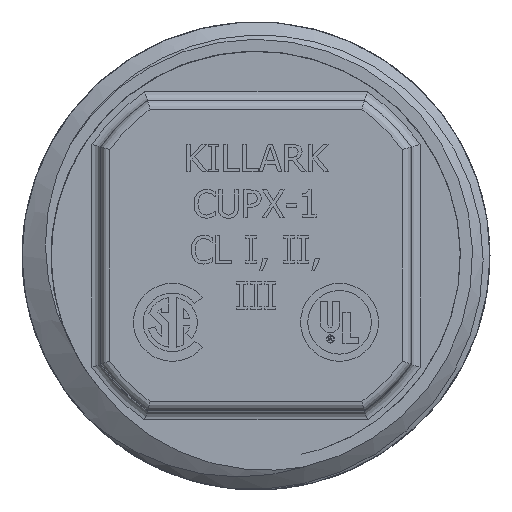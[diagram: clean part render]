
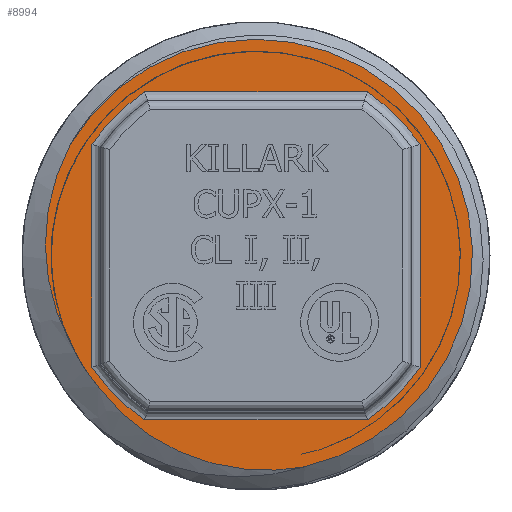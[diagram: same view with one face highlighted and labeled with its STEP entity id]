
A CAD part, top view. The second image highlights one B-rep face of the part: STEP entity #8994.
In plain terms, the highlighted face is planar.
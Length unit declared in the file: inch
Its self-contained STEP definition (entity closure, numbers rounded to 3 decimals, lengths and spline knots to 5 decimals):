
#28=FACE_BOUND('',#1097,.T.);
#123=PLANE('',#9487);
#617=FACE_OUTER_BOUND('',#1096,.T.);
#1096=EDGE_LOOP('',(#6424,#6425,#6426,#6427));
#1097=EDGE_LOOP('',(#6428,#6429,#6430,#6431,#6432,#6433,#6434,#6435));
#1566=B_SPLINE_CURVE_WITH_KNOTS('',3,(#14092,#14093,#14094,#14095,#14096,
#14097,#14098,#14099,#14100,#14101,#14102,#14103,#14104,#14105,#14106,#14107,
#14108,#14109,#14110,#14111,#14112,#14113,#14114,#14115,#14116,#14117,#14118,
#14119,#14120,#14121,#14122,#14123,#14124,#14125),.UNSPECIFIED.,.F.,.F.,
(4,3,3,3,3,3,3,3,3,3,3,4),(0.99283,1.11419,1.16796,
1.20849,1.37199,1.47825,1.53654,1.59133,
1.70331,1.76113,1.92057,1.95228),
 .UNSPECIFIED.);
#1575=B_SPLINE_CURVE_WITH_KNOTS('',3,(#15312,#15313,#15314,#15315,#15316,
#15317,#15318,#15319,#15320,#15321,#15322,#15323,#15324,#15325,#15326,#15327,
#15328,#15329,#15330,#15331,#15332,#15333,#15334,#15335,#15336,#15337,#15338,
#15339,#15340,#15341,#15342,#15343,#15344,#15345),.UNSPECIFIED.,.F.,.F.,
(4,3,3,3,3,3,3,3,3,3,3,4),(0.,0.10177,0.26218,0.35991,
0.39529,0.55845,0.57877,0.7009,
0.74245,0.78325,0.9488,1.06729),
 .UNSPECIFIED.);
#1710=CIRCLE('',#9399,0.36807);
#1712=CIRCLE('',#9470,0.356);
#1714=CIRCLE('',#9473,0.356);
#1716=CIRCLE('',#9476,0.356);
#1718=CIRCLE('',#9479,0.356);
#1722=CIRCLE('',#9488,0.38875);
#1944=LINE('',#15352,#2947);
#1946=LINE('',#15387,#2949);
#1948=LINE('',#15422,#2951);
#1950=LINE('',#15457,#2953);
#2947=VECTOR('',#10189,0.3937);
#2949=VECTOR('',#10193,0.3937);
#2951=VECTOR('',#10197,0.3937);
#2953=VECTOR('',#10201,0.3937);
#3797=VERTEX_POINT('',#12823);
#3798=VERTEX_POINT('',#12839);
#3941=VERTEX_POINT('',#14091);
#3943=VERTEX_POINT('',#15277);
#3944=VERTEX_POINT('',#15350);
#3945=VERTEX_POINT('',#15351);
#3948=VERTEX_POINT('',#15385);
#3949=VERTEX_POINT('',#15386);
#3952=VERTEX_POINT('',#15420);
#3953=VERTEX_POINT('',#15421);
#3956=VERTEX_POINT('',#15455);
#3957=VERTEX_POINT('',#15456);
#4640=EDGE_CURVE('',#3798,#3797,#1710,.T.);
#4856=EDGE_CURVE('',#3941,#3798,#1566,.T.);
#4865=EDGE_CURVE('',#3797,#3943,#1575,.T.);
#4867=EDGE_CURVE('',#3944,#3945,#1944,.T.);
#4871=EDGE_CURVE('',#3948,#3949,#1946,.T.);
#4875=EDGE_CURVE('',#3952,#3953,#1948,.T.);
#4879=EDGE_CURVE('',#3956,#3957,#1950,.T.);
#4883=EDGE_CURVE('',#3953,#3956,#1712,.T.);
#4885=EDGE_CURVE('',#3957,#3948,#1714,.T.);
#4887=EDGE_CURVE('',#3945,#3952,#1716,.T.);
#4889=EDGE_CURVE('',#3949,#3944,#1718,.T.);
#4900=EDGE_CURVE('',#3941,#3943,#1722,.T.);
#6424=ORIENTED_EDGE('',*,*,#4865,.T.);
#6425=ORIENTED_EDGE('',*,*,#4900,.F.);
#6426=ORIENTED_EDGE('',*,*,#4856,.T.);
#6427=ORIENTED_EDGE('',*,*,#4640,.T.);
#6428=ORIENTED_EDGE('',*,*,#4879,.F.);
#6429=ORIENTED_EDGE('',*,*,#4883,.F.);
#6430=ORIENTED_EDGE('',*,*,#4875,.F.);
#6431=ORIENTED_EDGE('',*,*,#4887,.F.);
#6432=ORIENTED_EDGE('',*,*,#4867,.F.);
#6433=ORIENTED_EDGE('',*,*,#4889,.F.);
#6434=ORIENTED_EDGE('',*,*,#4871,.F.);
#6435=ORIENTED_EDGE('',*,*,#4885,.F.);
#8994=ADVANCED_FACE('',(#617,#28),#123,.T.);
#9399=AXIS2_PLACEMENT_3D('',#12840,#9886,#9887);
#9470=AXIS2_PLACEMENT_3D('',#15490,#10205,#10206);
#9473=AXIS2_PLACEMENT_3D('',#15493,#10211,#10212);
#9476=AXIS2_PLACEMENT_3D('',#15496,#10217,#10218);
#9479=AXIS2_PLACEMENT_3D('',#15499,#10223,#10224);
#9487=AXIS2_PLACEMENT_3D('',#15519,#10246,#10247);
#9488=AXIS2_PLACEMENT_3D('',#15520,#10248,#10249);
#9886=DIRECTION('center_axis',(0.,0.,1.));
#9887=DIRECTION('ref_axis',(0.,1.,0.));
#10189=DIRECTION('',(0.,-1.,0.));
#10193=DIRECTION('',(-1.,0.,0.));
#10197=DIRECTION('',(1.,0.,0.));
#10201=DIRECTION('',(0.,1.,0.));
#10205=DIRECTION('center_axis',(0.,0.,1.));
#10206=DIRECTION('ref_axis',(0.707,-0.707,0.));
#10211=DIRECTION('center_axis',(0.,0.,1.));
#10212=DIRECTION('ref_axis',(0.707,0.707,0.));
#10217=DIRECTION('center_axis',(0.,0.,1.));
#10218=DIRECTION('ref_axis',(-0.707,-0.707,0.));
#10223=DIRECTION('center_axis',(0.,0.,1.));
#10224=DIRECTION('ref_axis',(-0.707,0.707,0.));
#10246=DIRECTION('center_axis',(0.,0.,1.));
#10247=DIRECTION('ref_axis',(1.,0.,0.));
#10248=DIRECTION('center_axis',(0.,0.,-1.));
#10249=DIRECTION('ref_axis',(1.,0.,0.));
#12823=CARTESIAN_POINT('',(-0.2835,-0.23474,-0.386));
#12839=CARTESIAN_POINT('',(-0.33106,-0.16085,-0.386));
#12840=CARTESIAN_POINT('Origin',(0.,0.,-0.386));
#14091=CARTESIAN_POINT('',(-0.33331,0.20007,-0.386));
#14092=CARTESIAN_POINT('Ctrl Pts',(-0.33334,0.20009,
-0.386));
#14093=CARTESIAN_POINT('Ctrl Pts',(-0.34075,0.1861,
-0.386));
#14094=CARTESIAN_POINT('Ctrl Pts',(-0.34728,0.17165,
-0.386));
#14095=CARTESIAN_POINT('Ctrl Pts',(-0.35292,0.15682,
-0.386));
#14096=CARTESIAN_POINT('Ctrl Pts',(-0.35542,0.15025,
-0.386));
#14097=CARTESIAN_POINT('Ctrl Pts',(-0.35774,0.1436,
-0.386));
#14098=CARTESIAN_POINT('Ctrl Pts',(-0.35988,0.13689,
-0.386));
#14099=CARTESIAN_POINT('Ctrl Pts',(-0.36149,0.13183,
-0.386));
#14100=CARTESIAN_POINT('Ctrl Pts',(-0.36301,0.12674,
-0.386));
#14101=CARTESIAN_POINT('Ctrl Pts',(-0.36441,0.12162,
-0.386));
#14102=CARTESIAN_POINT('Ctrl Pts',(-0.37007,0.10098,
-0.386));
#14103=CARTESIAN_POINT('Ctrl Pts',(-0.37401,0.07994,
-0.386));
#14104=CARTESIAN_POINT('Ctrl Pts',(-0.37616,0.05873,
-0.386));
#14105=CARTESIAN_POINT('Ctrl Pts',(-0.37756,0.04495,
-0.386));
#14106=CARTESIAN_POINT('Ctrl Pts',(-0.37821,0.03109,
-0.386));
#14107=CARTESIAN_POINT('Ctrl Pts',(-0.37808,0.01722,
-0.386));
#14108=CARTESIAN_POINT('Ctrl Pts',(-0.378,0.00961,
-0.386));
#14109=CARTESIAN_POINT('Ctrl Pts',(-0.3777,0.00199,
-0.386));
#14110=CARTESIAN_POINT('Ctrl Pts',(-0.37715,-0.00562,
-0.386));
#14111=CARTESIAN_POINT('Ctrl Pts',(-0.37664,-0.01277,
-0.386));
#14112=CARTESIAN_POINT('Ctrl Pts',(-0.37593,-0.01991,
-0.386));
#14113=CARTESIAN_POINT('Ctrl Pts',(-0.37501,-0.02702,
-0.386));
#14114=CARTESIAN_POINT('Ctrl Pts',(-0.37313,-0.04156,
-0.386));
#14115=CARTESIAN_POINT('Ctrl Pts',(-0.37041,-0.05597,
-0.386));
#14116=CARTESIAN_POINT('Ctrl Pts',(-0.36685,-0.07019,
-0.386));
#14117=CARTESIAN_POINT('Ctrl Pts',(-0.36501,-0.07753,
-0.386));
#14118=CARTESIAN_POINT('Ctrl Pts',(-0.36295,-0.08482,
-0.386));
#14119=CARTESIAN_POINT('Ctrl Pts',(-0.36068,-0.09204,
-0.386));
#14120=CARTESIAN_POINT('Ctrl Pts',(-0.35439,-0.11196,
-0.386));
#14121=CARTESIAN_POINT('Ctrl Pts',(-0.34647,-0.13131,
-0.386));
#14122=CARTESIAN_POINT('Ctrl Pts',(-0.33693,-0.14987,
-0.386));
#14123=CARTESIAN_POINT('Ctrl Pts',(-0.33504,-0.15357,
-0.386));
#14124=CARTESIAN_POINT('Ctrl Pts',(-0.33308,-0.15723,
-0.386));
#14125=CARTESIAN_POINT('Ctrl Pts',(-0.33106,-0.16085,-0.386));
#15277=CARTESIAN_POINT('',(0.08744,-0.37879,-0.386));
#15312=CARTESIAN_POINT('Ctrl Pts',(-0.28349,-0.23475,
-0.386));
#15313=CARTESIAN_POINT('Ctrl Pts',(-0.27552,-0.24546,
-0.386));
#15314=CARTESIAN_POINT('Ctrl Pts',(-0.26698,-0.25571,
-0.386));
#15315=CARTESIAN_POINT('Ctrl Pts',(-0.25792,-0.26545,
-0.386));
#15316=CARTESIAN_POINT('Ctrl Pts',(-0.24364,-0.2808,
-0.386));
#15317=CARTESIAN_POINT('Ctrl Pts',(-0.22806,-0.29489,
-0.386));
#15318=CARTESIAN_POINT('Ctrl Pts',(-0.21137,-0.30761,
-0.386));
#15319=CARTESIAN_POINT('Ctrl Pts',(-0.20121,-0.31536,
-0.386));
#15320=CARTESIAN_POINT('Ctrl Pts',(-0.19063,-0.3226,
-0.386));
#15321=CARTESIAN_POINT('Ctrl Pts',(-0.17969,-0.3293,
-0.386));
#15322=CARTESIAN_POINT('Ctrl Pts',(-0.17573,-0.33172,
-0.386));
#15323=CARTESIAN_POINT('Ctrl Pts',(-0.17173,-0.33408,
-0.386));
#15324=CARTESIAN_POINT('Ctrl Pts',(-0.16768,-0.33635,
-0.386));
#15325=CARTESIAN_POINT('Ctrl Pts',(-0.14904,-0.34685,
-0.386));
#15326=CARTESIAN_POINT('Ctrl Pts',(-0.12957,-0.35574,
-0.386));
#15327=CARTESIAN_POINT('Ctrl Pts',(-0.10949,-0.3629,
-0.386));
#15328=CARTESIAN_POINT('Ctrl Pts',(-0.10699,-0.36379,
-0.386));
#15329=CARTESIAN_POINT('Ctrl Pts',(-0.10448,-0.36466,
-0.386));
#15330=CARTESIAN_POINT('Ctrl Pts',(-0.10197,-0.3655,
-0.386));
#15331=CARTESIAN_POINT('Ctrl Pts',(-0.08683,-0.37053,
-0.386));
#15332=CARTESIAN_POINT('Ctrl Pts',(-0.07136,-0.3746,
-0.386));
#15333=CARTESIAN_POINT('Ctrl Pts',(-0.05565,-0.37768,
-0.386));
#15334=CARTESIAN_POINT('Ctrl Pts',(-0.05031,-0.37873,
-0.386));
#15335=CARTESIAN_POINT('Ctrl Pts',(-0.04494,-0.37967,
-0.386));
#15336=CARTESIAN_POINT('Ctrl Pts',(-0.03954,-0.38049,
-0.386));
#15337=CARTESIAN_POINT('Ctrl Pts',(-0.03425,-0.3813,
-0.386));
#15338=CARTESIAN_POINT('Ctrl Pts',(-0.02894,-0.382,
-0.386));
#15339=CARTESIAN_POINT('Ctrl Pts',(-0.02362,-0.38258,
-0.386));
#15340=CARTESIAN_POINT('Ctrl Pts',(-0.00204,-0.38496,
-0.386));
#15341=CARTESIAN_POINT('Ctrl Pts',(0.01967,-0.38552,
-0.386));
#15342=CARTESIAN_POINT('Ctrl Pts',(0.04128,-0.38427,
-0.386));
#15343=CARTESIAN_POINT('Ctrl Pts',(0.05675,-0.38337,
-0.386));
#15344=CARTESIAN_POINT('Ctrl Pts',(0.07216,-0.38155,
-0.386));
#15345=CARTESIAN_POINT('Ctrl Pts',(0.08744,-0.37879,
-0.386));
#15350=CARTESIAN_POINT('',(-0.2945,0.20001,-0.386));
#15351=CARTESIAN_POINT('',(-0.2945,-0.20001,-0.386));
#15352=CARTESIAN_POINT('',(-0.2945,0.13925,-0.386));
#15385=CARTESIAN_POINT('',(0.20001,0.2945,-0.386));
#15386=CARTESIAN_POINT('',(-0.20001,0.2945,-0.386));
#15387=CARTESIAN_POINT('',(0.13925,0.2945,-0.386));
#15420=CARTESIAN_POINT('',(-0.20001,-0.2945,-0.386));
#15421=CARTESIAN_POINT('',(0.20001,-0.2945,-0.386));
#15422=CARTESIAN_POINT('',(-0.13925,-0.2945,-0.386));
#15455=CARTESIAN_POINT('',(0.2945,-0.20001,-0.386));
#15456=CARTESIAN_POINT('',(0.2945,0.20001,-0.386));
#15457=CARTESIAN_POINT('',(0.2945,-0.13925,-0.386));
#15490=CARTESIAN_POINT('Origin',(0.,0.,-0.386));
#15493=CARTESIAN_POINT('Origin',(0.,0.,-0.386));
#15496=CARTESIAN_POINT('Origin',(0.,0.,-0.386));
#15499=CARTESIAN_POINT('Origin',(0.,0.,-0.386));
#15519=CARTESIAN_POINT('Origin',(0.,0.,-0.386));
#15520=CARTESIAN_POINT('Origin',(0.,0.,-0.386));
